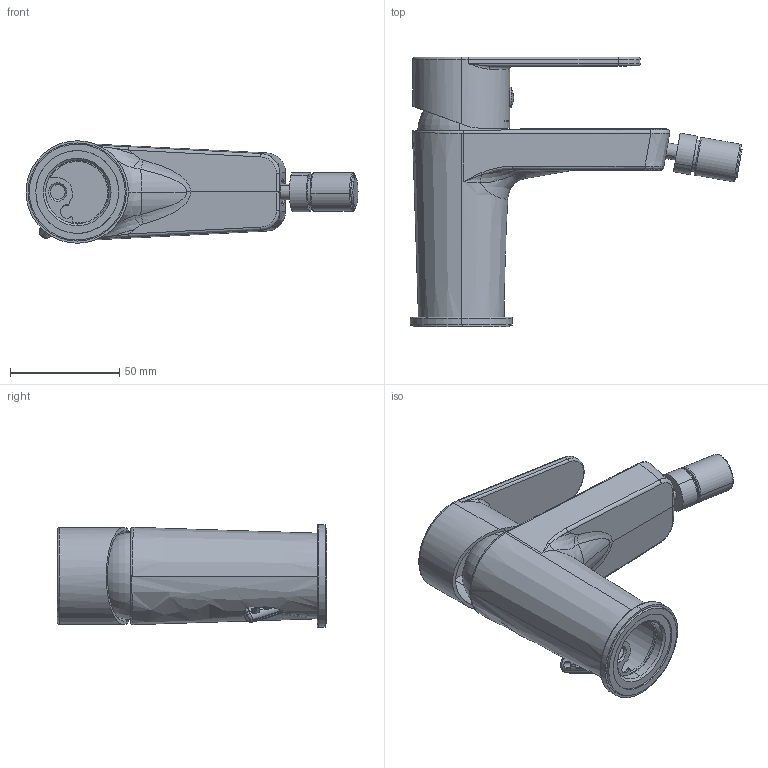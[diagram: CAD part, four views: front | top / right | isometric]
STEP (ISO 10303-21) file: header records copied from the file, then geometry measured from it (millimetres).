
FILE_DESCRIPTION (( 'STEP AP203' ), '1' );
FILE_NAME ('36BP04210.STEP', '2025-07-29T09:19:54', ( '' ), ( '' ), 'SwSTEP 2.0', 'SolidWorks 2021', '' );
FILE_SCHEMA (( 'CONFIG_CONTROL_DESIGN' ));
Length unit declared in the file: millimetre
Products named in the file (13): STEP_CV0003_CVCV0003; STEP_AR0005_CMAR0005; STEP_BO0119_LRBO0119; STEP_AR0049_CVAR0049; STEP_SE0004_CVSE0004; STEP_CE0001_CVCE0001; STEP_HN0165_LRHM0310; STEP_SE0079_XBSE0079; STEP_CV0002_CRCV0002; STEP_AR0004_CMAR0004; 36BP04210; STEP_BP0002_PKBP0002; STEP_CV0004_CMCV0004
Assembly tree (11 placements, depth 3):
  36BP04210
    STEP_BO0119_LRBO0119
    STEP_CV0002_CRCV0002
    STEP_HN0165_LRHM0310
    STEP_CV0003_CVCV0003
    STEP_AR0049_CVAR0049
    STEP_AR0004_CMAR0004
    STEP_AR0005_CMAR0005
    STEP_CV0004_CMCV0004
    STEP_CE0001_CVCE0001
    STEP_SE0079_XBSE0079
      STEP_SE0004_CVSE0004
  STEP_BP0002_PKBP0002
Bounding box: 152.26 x 123.6 x 47 mm (x, y, z)
Volume: 85733.5 mm3; surface area: 66043.9 mm2
Topology: 10 solids, 10 shells, 408 faces, 959 edges, 589 vertices
Faces by surface type: bspline 146, cylinder 124, plane 81, cone 32, torus 21, sphere 4
Entity records: 24178 total; most frequent: CARTESIAN_POINT 14686, ORIENTED_EDGE 1910, DIRECTION 1397, EDGE_CURVE 955, VERTEX_POINT 589, AXIS2_PLACEMENT_3D 571, EDGE_LOOP 450, FACE_OUTER_BOUND 408
